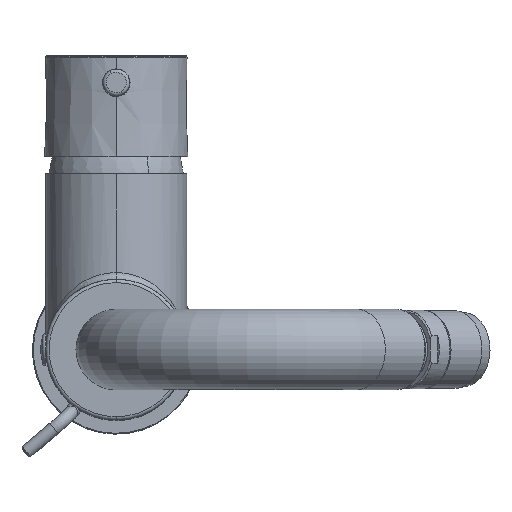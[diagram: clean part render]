
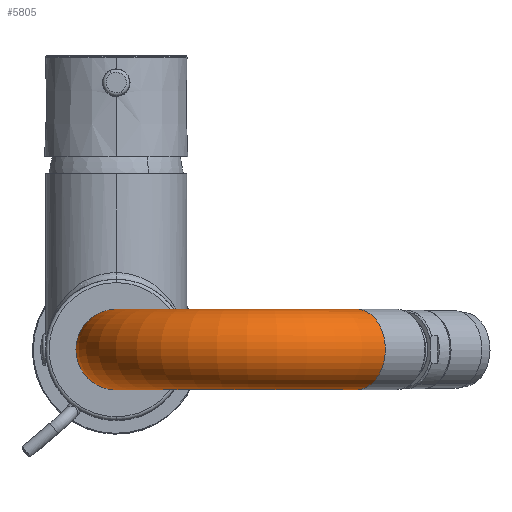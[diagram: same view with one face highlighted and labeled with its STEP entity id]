
A CAD part, top view. The second image highlights one B-rep face of the part: STEP entity #5805.
In plain terms, the highlighted toroidal (fillet/blend) face has major radius 42 mm and minor radius 12 mm.
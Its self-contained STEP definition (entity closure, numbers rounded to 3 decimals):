
#5726=CARTESIAN_POINT('Vertex',(0.,-12.,60.003)) ;
#5733=CARTESIAN_POINT('Vertex',(0.,12.,60.003)) ;
#5749=CARTESIAN_POINT('Axis2P3D Location',(0.,0.,60.003)) ;
#5762=CARTESIAN_POINT('Axis2P3D Location',(42.,0.,60.003)) ;
#5767=CARTESIAN_POINT('Axis2P3D Location',(42.,12.,60.003)) ;
#5771=CARTESIAN_POINT('Vertex',(71.698,12.,89.702)) ;
#5778=CARTESIAN_POINT('Vertex',(71.698,-12.,89.702)) ;
#5781=CARTESIAN_POINT('Axis2P3D Location',(42.,-12.,60.003)) ;
#5794=CARTESIAN_POINT('Axis2P3D Location',(71.698,0.,89.702)) ;
#5750=DIRECTION('Axis2P3D Direction',(-0.,0.,1.)) ;
#5763=DIRECTION('Axis2P3D Direction',(0.,-1.,0.)) ;
#5764=DIRECTION('Axis2P3D XDirection',(0.707,0.,0.707)) ;
#5768=DIRECTION('Axis2P3D Direction',(0.,-1.,0.)) ;
#5782=DIRECTION('Axis2P3D Direction',(0.,-1.,0.)) ;
#5795=DIRECTION('Axis2P3D Direction',(0.707,0.,-0.707)) ;
#5751=AXIS2_PLACEMENT_3D('Circle Axis2P3D',#5749,#5750,$) ;
#5765=AXIS2_PLACEMENT_3D('Torus Axis2P3D',#5762,#5763,#5764) ;
#5769=AXIS2_PLACEMENT_3D('Circle Axis2P3D',#5767,#5768,$) ;
#5783=AXIS2_PLACEMENT_3D('Circle Axis2P3D',#5781,#5782,$) ;
#5796=AXIS2_PLACEMENT_3D('Circle Axis2P3D',#5794,#5795,$) ;
#5752=CIRCLE('generated circle',#5751,12.) ;
#5770=CIRCLE('generated circle',#5769,42.) ;
#5784=CIRCLE('generated circle',#5783,42.) ;
#5797=CIRCLE('generated circle',#5796,12.) ;
#5766=TOROIDAL_SURFACE('homeo Torus',#5765,42.,12.) ;
#5753=EDGE_CURVE('',#5734,#5727,#5752,.T.) ;
#5773=EDGE_CURVE('',#5772,#5734,#5770,.T.) ;
#5785=EDGE_CURVE('',#5779,#5727,#5784,.T.) ;
#5798=EDGE_CURVE('',#5772,#5779,#5797,.T.) ;
#5800=ORIENTED_EDGE('',*,*,#5753,.T.) ;
#5801=ORIENTED_EDGE('',*,*,#5785,.F.) ;
#5802=ORIENTED_EDGE('',*,*,#5798,.F.) ;
#5803=ORIENTED_EDGE('',*,*,#5773,.T.) ;
#5799=EDGE_LOOP('',(#5800,#5801,#5802,#5803)) ;
#5727=VERTEX_POINT('',#5726) ;
#5734=VERTEX_POINT('',#5733) ;
#5772=VERTEX_POINT('',#5771) ;
#5779=VERTEX_POINT('',#5778) ;
#5805=ADVANCED_FACE('PartBody',(#5804),#5766,.T.) ;
#5804=FACE_OUTER_BOUND('',#5799,.T.) ;
